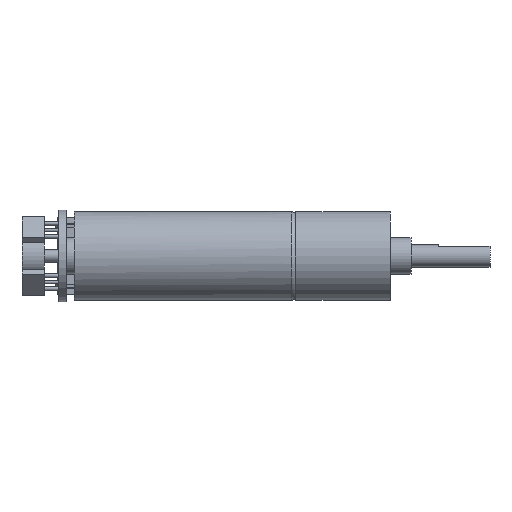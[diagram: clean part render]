
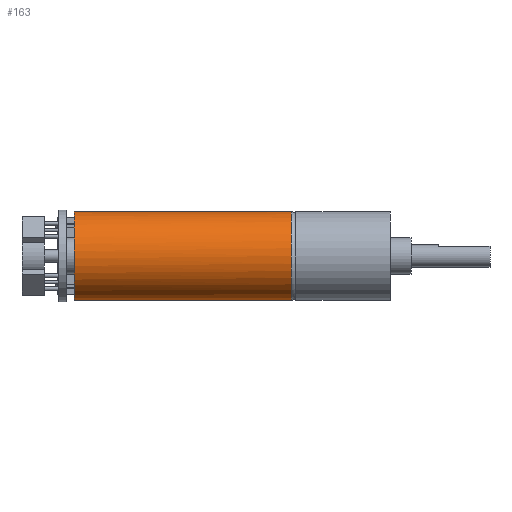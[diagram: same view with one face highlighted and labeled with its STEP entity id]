
A CAD part, left-side view. The second image highlights one B-rep face of the part: STEP entity #163.
In plain terms, the highlighted cylindrical face has radius 6 mm (diameter 12 mm), a full revolution.
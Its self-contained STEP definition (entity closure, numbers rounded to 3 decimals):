
#163 = ADVANCED_FACE( '', ( #400, #401 ), #402, .T. );
#400 = FACE_OUTER_BOUND( '', #729, .T. );
#401 = FACE_OUTER_BOUND( '', #730, .T. );
#402 = CYLINDRICAL_SURFACE( '', #731, 6. );
#729 = EDGE_LOOP( '', ( #1163, #1164, #1165, #1166 ) );
#730 = EDGE_LOOP( '', ( #1167 ) );
#731 = AXIS2_PLACEMENT_3D( '', #1168, #1169, #1170 );
#1163 = ORIENTED_EDGE( '', *, *, #1773, .T. );
#1164 = ORIENTED_EDGE( '', *, *, #1774, .T. );
#1165 = ORIENTED_EDGE( '', *, *, #1775, .T. );
#1166 = ORIENTED_EDGE( '', *, *, #1721, .T. );
#1167 = ORIENTED_EDGE( '', *, *, #1776, .F. );
#1168 = CARTESIAN_POINT( '', ( 0., 44., 0. ) );
#1169 = DIRECTION( '', ( 0., 1., 0. ) );
#1170 = DIRECTION( '', ( 0., 0., -1. ) );
#1721 = EDGE_CURVE( '', #2033, #2034, #2035, .T. );
#1773 = EDGE_CURVE( '', #2034, #2117, #2118, .T. );
#1774 = EDGE_CURVE( '', #2117, #2119, #2120, .T. );
#1775 = EDGE_CURVE( '', #2119, #2033, #2121, .T. );
#1776 = EDGE_CURVE( '', #2122, #2122, #2123, .T. );
#2033 = VERTEX_POINT( '', #2468 );
#2034 = VERTEX_POINT( '', #2469 );
#2035 = CIRCLE( '', #2470, 6. );
#2117 = VERTEX_POINT( '', #2578 );
#2118 = CIRCLE( '', #2579, 6. );
#2119 = VERTEX_POINT( '', #2580 );
#2120 = CIRCLE( '', #2581, 6. );
#2121 = CIRCLE( '', #2582, 6. );
#2122 = VERTEX_POINT( '', #2583 );
#2123 = CIRCLE( '', #2584, 6. );
#2468 = CARTESIAN_POINT( '', ( 4.006, 42.8, 4.467 ) );
#2469 = CARTESIAN_POINT( '', ( 4.006, 42.8, -4.467 ) );
#2470 = AXIS2_PLACEMENT_3D( '', #2917, #2918, #2919 );
#2578 = CARTESIAN_POINT( '', ( 4.3, 42.8, -4.185 ) );
#2579 = AXIS2_PLACEMENT_3D( '', #2982, #2983, #2984 );
#2580 = CARTESIAN_POINT( '', ( 4.3, 42.8, 4.185 ) );
#2581 = AXIS2_PLACEMENT_3D( '', #2985, #2986, #2987 );
#2582 = AXIS2_PLACEMENT_3D( '', #2988, #2989, #2990 );
#2583 = CARTESIAN_POINT( '', ( 0., 13.4, -6. ) );
#2584 = AXIS2_PLACEMENT_3D( '', #2991, #2992, #2993 );
#2917 = CARTESIAN_POINT( '', ( 0., 42.8, 0. ) );
#2918 = DIRECTION( '', ( 0., -1., 0. ) );
#2919 = DIRECTION( '', ( 0., 0., -1. ) );
#2982 = CARTESIAN_POINT( '', ( 0., 42.8, 0. ) );
#2983 = DIRECTION( '', ( 0., -1., 0. ) );
#2984 = DIRECTION( '', ( 0., 0., -1. ) );
#2985 = CARTESIAN_POINT( '', ( 0., 42.8, 0. ) );
#2986 = DIRECTION( '', ( 0., -1., 0. ) );
#2987 = DIRECTION( '', ( 0., 0., -1. ) );
#2988 = CARTESIAN_POINT( '', ( 0., 42.8, 0. ) );
#2989 = DIRECTION( '', ( 0., -1., 0. ) );
#2990 = DIRECTION( '', ( 0., 0., -1. ) );
#2991 = CARTESIAN_POINT( '', ( 0., 13.4, 0. ) );
#2992 = DIRECTION( '', ( 0., -1., 0. ) );
#2993 = DIRECTION( '', ( 0., 0., -1. ) );
